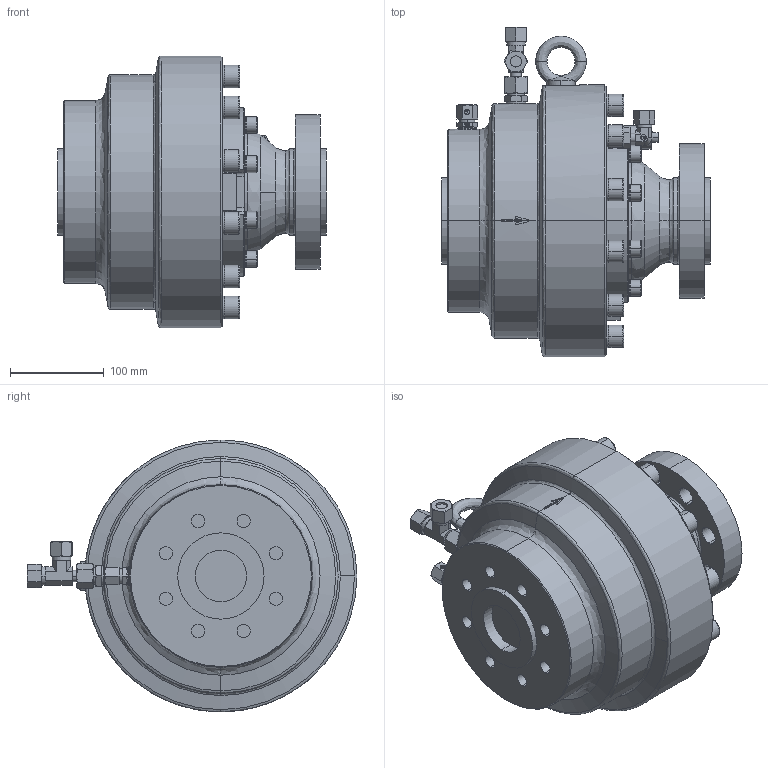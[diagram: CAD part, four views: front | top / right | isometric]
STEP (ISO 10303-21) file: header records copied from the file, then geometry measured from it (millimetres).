
FILE_DESCRIPTION (( 'STEP AP214' ), '1' );
FILE_NAME ('HON 512_DN_50.STEP', '2017-03-02T12:25:27', ( '' ), ( '' ), 'SwSTEP 2.0', 'SolidWorks 2015', '' );
FILE_SCHEMA (( 'AUTOMOTIVE_DESIGN' ));
Length unit declared in the file: millimetre
Products named in the file (1): HON 512_DN_50
Bounding box: 286 x 351.57 x 290 mm (x, y, z)
Volume: 10422345.6 mm3; surface area: 412420.2 mm2
Topology: 1 solids, 1 shells, 1170 faces, 2767 edges, 1687 vertices
Faces by surface type: plane 562, cylinder 281, cone 257, bspline 70
Entity records: 48565 total; most frequent: CARTESIAN_POINT 9043, DIRECTION 5636, ORIENTED_EDGE 5454, EDGE_CURVE 2727, AXIS2_PLACEMENT_3D 2122, VERTEX_POINT 1687, VECTOR 1392, LINE 1392
